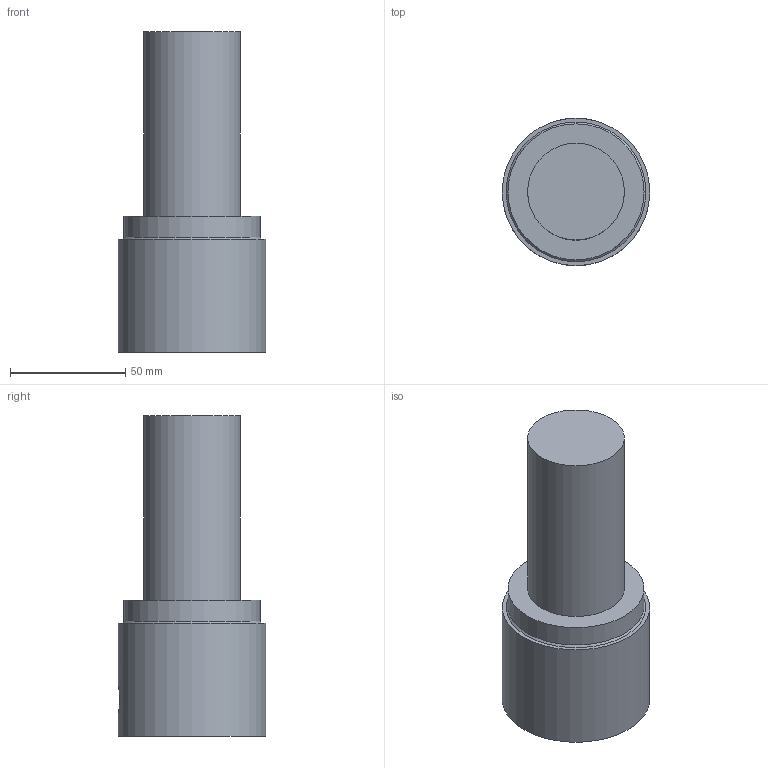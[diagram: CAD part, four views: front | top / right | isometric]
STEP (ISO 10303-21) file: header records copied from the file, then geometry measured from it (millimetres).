
FILE_DESCRIPTION((''),'1');
FILE_NAME('ST42-CKB6-59.stp','2022-10-19T05:35:21',(''),(''),'Spatial Interop R21 SP3','Kubotek KeyCreator 2011 V10.0.2 (22737)',' ');
FILE_SCHEMA(('automotive_design'));
Length unit declared in the file: millimetre
Products named in the file (1): 240[2]
Bounding box: 64 x 64 x 139 mm (x, y, z)
Volume: 253039.5 mm3; surface area: 33378.2 mm2
Topology: 1 solids, 1 shells, 12 faces, 20 edges, 13 vertices
Faces by surface type: plane 6, cylinder 5, cone 1
Full cylindrical faces by diameter (mm): 12.3 x1, 36 x1, 42 x1, 59 x1, 64 x1
Entity records: 600 total; most frequent: CARTESIAN_POINT 167, DIRECTION 46, PRESENTATION_STYLE_ASSIGNMENT 38, COLOUR_RGB 38, STYLED_ITEM 25, CURVE_STYLE 25, DRAUGHTING_PRE_DEFINED_CURVE_FONT 25, ORIENTED_EDGE 24
